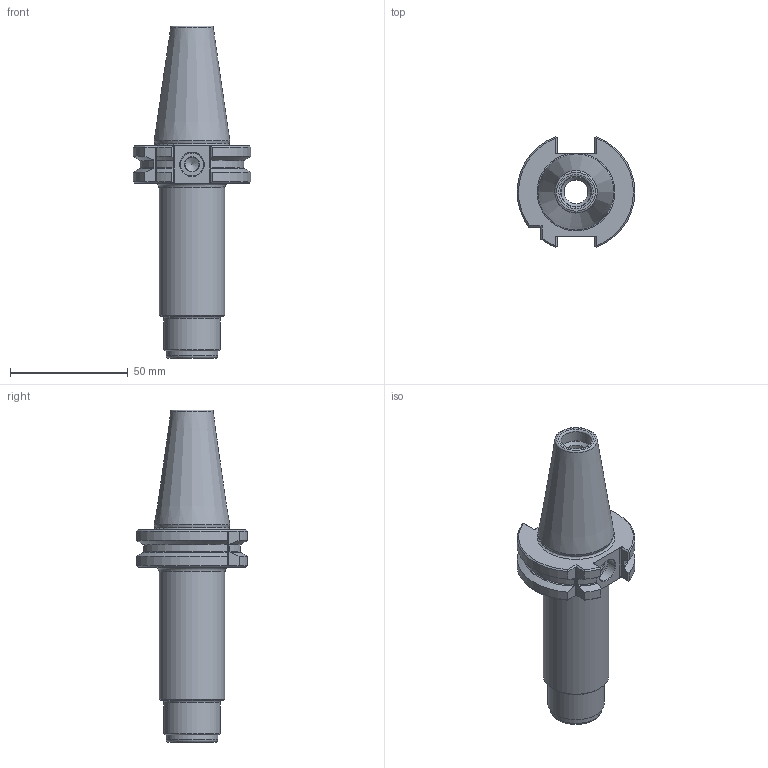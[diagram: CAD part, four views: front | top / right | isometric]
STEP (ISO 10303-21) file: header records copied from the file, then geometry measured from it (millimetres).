
FILE_DESCRIPTION(/* description */ (''),/* implementation_level */ '2;1');
FILE_NAME(/* name */ '523011650.stp',/* time_stamp */ '2021-06-01T08:49:25',/* author */ ('LRA'),/* organization */ ('REGO-FIX'),/* preprocessor_version */ ' Unknown',/* originating_system */ 'SIEMENS PLM Software Solid Edge ST10',/* authorization */ 'Unknown');
FILE_SCHEMA (('AUTOMOTIVE_DESIGN { 1 0 10303 214 2 1 1}'));
Length unit declared in the file: millimetre
Products named in the file (1): NOCUT
Bounding box: 49.99 x 46.89 x 140.95 mm (x, y, z)
Volume: 80113.7 mm3; surface area: 20834.6 mm2
Topology: 1 solids, 1 shells, 112 faces, 286 edges, 180 vertices
Faces by surface type: plane 43, cylinder 33, cone 23, torus 13
Full cylindrical faces by diameter (mm): 6 x1, 10 x1, 10.106 x2, 10.5 x1, 13 x1, 22 x1, 24 x2, 28 x1
Entity records: 4070 total; most frequent: CARTESIAN_POINT 709, DIRECTION 524, ORIENTED_EDGE 506, EDGE_CURVE 253, AXIS2_PLACEMENT_3D 208, VERTEX_POINT 176, FACE_BOUND 147, EDGE_LOOP 146
